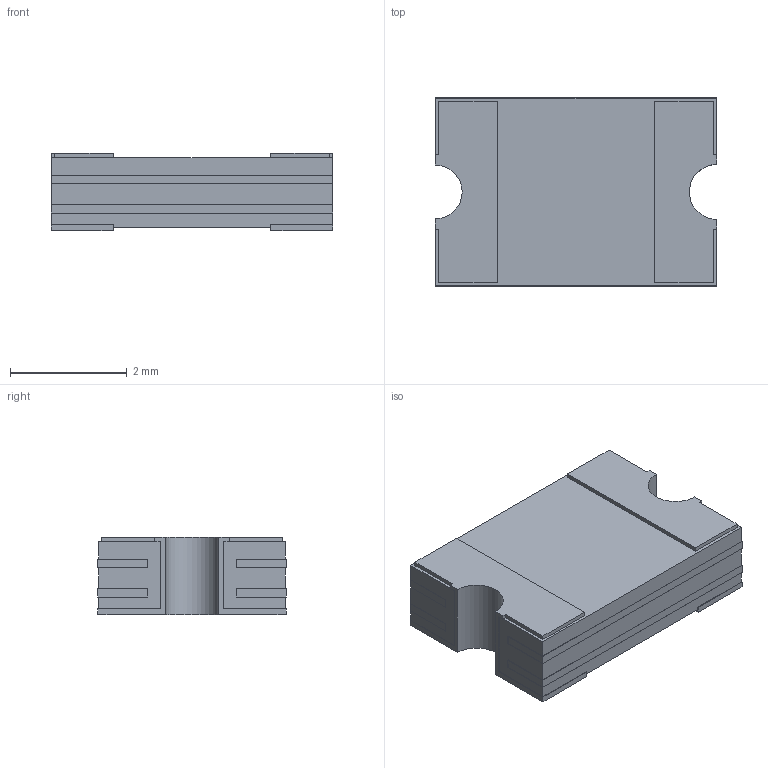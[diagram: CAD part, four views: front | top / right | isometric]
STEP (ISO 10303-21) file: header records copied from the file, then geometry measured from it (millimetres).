
FILE_DESCRIPTION (( 'STEP AP214' ), '1' );
FILE_NAME ('CB0DD6C0-5207-401F-B6B4-7EEE98BCC247.STEP', '2024-04-22T20:31:38', ( '' ), ( '' ), 'SwSTEP 2.0', 'SolidWorks 2022', '' );
FILE_SCHEMA (( 'AUTOMOTIVE_DESIGN' ));
Length unit declared in the file: millimetre
Products named in the file (1): CB0DD6C0-5207-401F-B6B4-7EEE98BCC247
Bounding box: 4.82 x 3.22 x 1.32 mm (x, y, z)
Volume: 18.4 mm3; surface area: 52.8 mm2
Topology: 1 solids, 1 shells, 83 faces, 239 edges, 158 vertices
Faces by surface type: plane 80, cylinder 3
Entity records: 3614 total; most frequent: CARTESIAN_POINT 481, ORIENTED_EDGE 478, DIRECTION 413, EDGE_CURVE 239, LINE 233, VECTOR 233, VERTEX_POINT 158, AXIS2_PLACEMENT_3D 90
